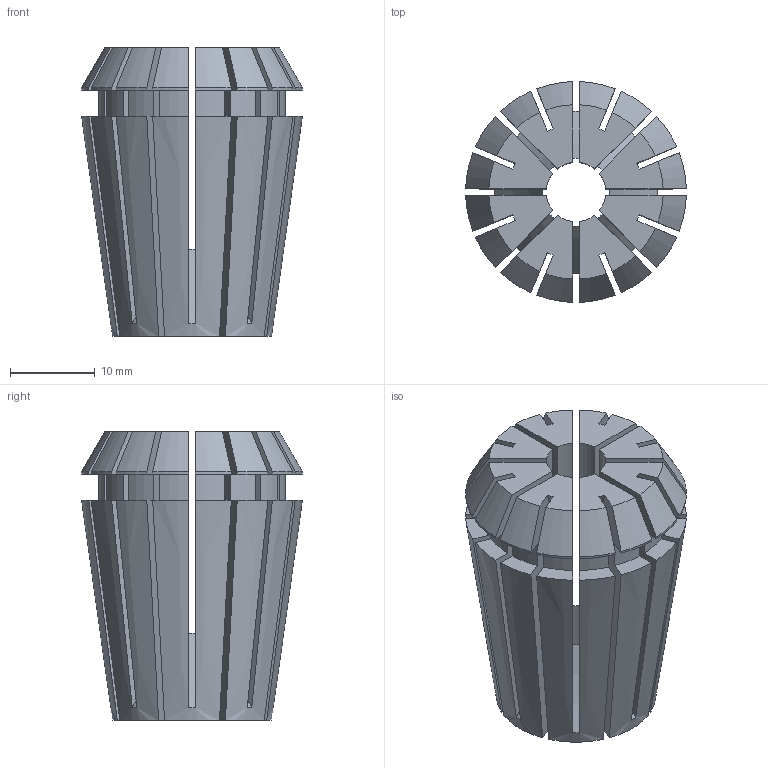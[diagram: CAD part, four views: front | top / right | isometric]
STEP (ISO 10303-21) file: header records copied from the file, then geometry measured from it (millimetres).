
FILE_DESCRIPTION (( 'STEP AP203' ), '1' );
FILE_NAME ('STP-5250-122-025-007-0(04225-07).STEP', '2022-09-01T02:18:08', ( '' ), ( '' ), 'SwSTEP 2.0', 'SolidWorks 2017', '' );
FILE_SCHEMA (( 'CONFIG_CONTROL_DESIGN' ));
Length unit declared in the file: millimetre
Products named in the file (1): STP-5250-122-025-007-0(04225-07)
Bounding box: 25.99 x 25.99 x 34 mm (x, y, z)
Volume: 9418.7 mm3; surface area: 10811.5 mm2
Topology: 1 solids, 1 shells, 178 faces, 534 edges, 356 vertices
Faces by surface type: plane 88, cylinder 65, cone 25
Entity records: 6377 total; most frequent: CARTESIAN_POINT 1473, ORIENTED_EDGE 1068, DIRECTION 988, EDGE_CURVE 534, AXIS2_PLACEMENT_3D 357, VERTEX_POINT 356, VECTOR 274, LINE 274
